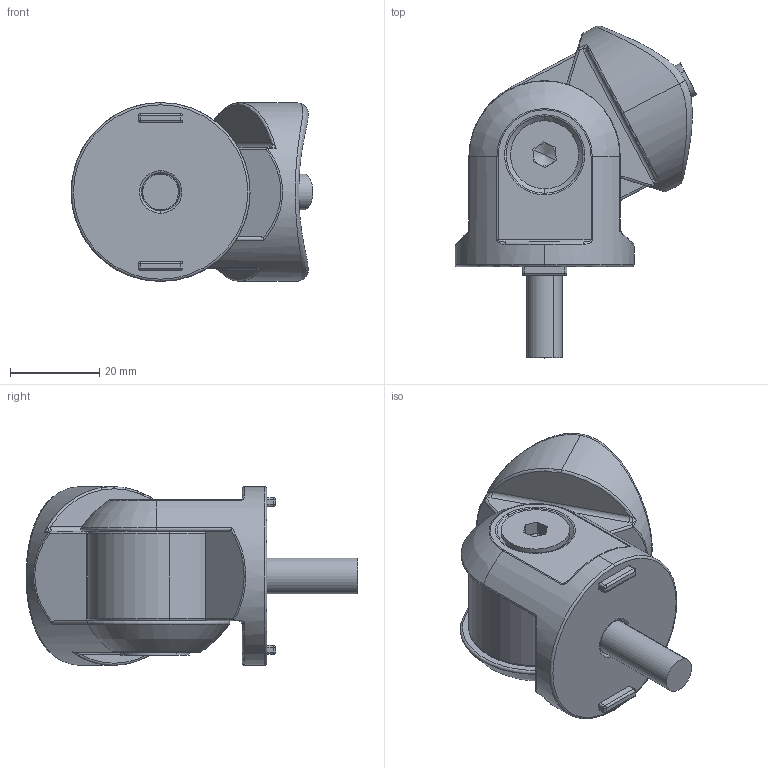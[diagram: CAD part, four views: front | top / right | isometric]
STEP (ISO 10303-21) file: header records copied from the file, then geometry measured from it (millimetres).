
FILE_DESCRIPTION (( 'STEP AP203' ), '1' );
FILE_NAME ('43-2FR-0.STEP', '2022-02-23T14:10:14', ( '' ), ( '' ), 'SwSTEP 2.0', 'SolidWorks 2021', '' );
FILE_SCHEMA (( 'CONFIG_CONTROL_DESIGN' ));
Length unit declared in the file: millimetre
Products named in the file (1): 43-2FR-0
Bounding box: 54.04 x 74.24 x 40 mm (x, y, z)
Volume: 47943.7 mm3; surface area: 22489.4 mm2
Topology: 9 solids, 9 shells, 478 faces, 1074 edges, 610 vertices
Faces by surface type: cylinder 167, torus 138, plane 115, sphere 24, bspline 18, cone 16
Entity records: 16261 total; most frequent: CARTESIAN_POINT 5413, DIRECTION 2530, ORIENTED_EDGE 2104, AXIS2_PLACEMENT_3D 1077, EDGE_CURVE 1052, CIRCLE 616, VERTEX_POINT 610, EDGE_LOOP 510
